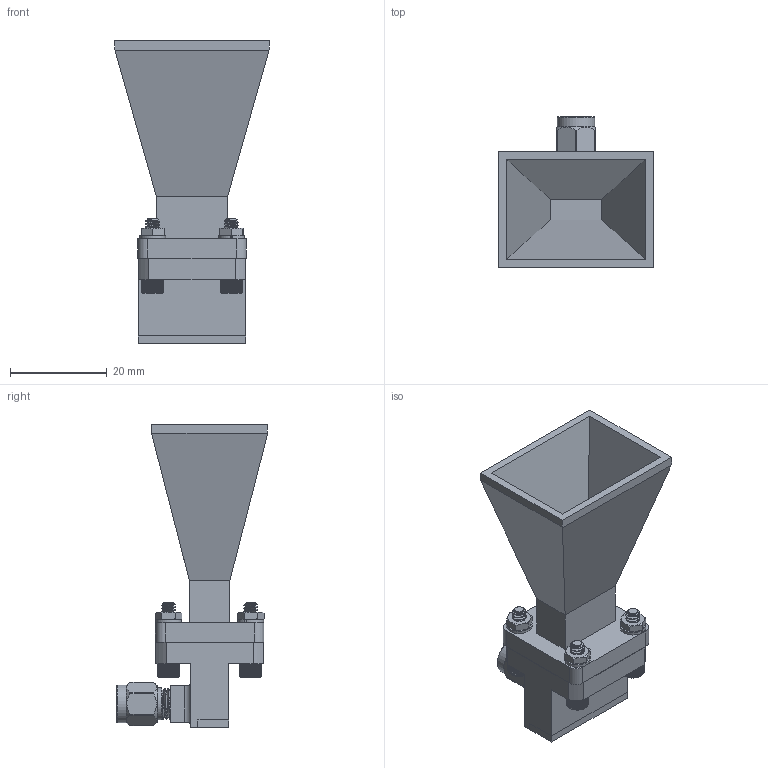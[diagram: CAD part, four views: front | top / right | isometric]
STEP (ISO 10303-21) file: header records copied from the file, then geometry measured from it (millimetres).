
FILE_DESCRIPTION (( 'STEP AP214' ), '1' );
FILE_NAME ('FMWAN042-15KM_3D.STEP', '2021-10-12T17:48:22', ( '' ), ( '' ), 'SwSTEP 2.0', 'SolidWorks 2021', '' );
FILE_SCHEMA (( 'AUTOMOTIVE_DESIGN' ));
Length unit declared in the file: inch
Products named in the file (6): 4-LW; 4-40SH-HXx.5_92196A110; PEWAN042-15; 4-40HN-NARROW_90760A210; PE9813A; FMWAN042-15KM_3D
Assembly tree (14 placements, depth 2):
  FMWAN042-15KM_3D
    4-40SH-HXx.5_92196A110  x4
    4-LW  x4
    4-40HN-NARROW_90760A210  x4
    PEWAN042-15
    PE9813A
Bounding box: 31.96 x 31.23 x 62.63 mm (x, y, z)
Volume: 12264.2 mm3; surface area: 12590.1 mm2
Topology: 17 solids, 17 shells, 1155 faces, 2721 edges, 1621 vertices
Faces by surface type: plane 677, cone 360, cylinder 83, bspline 35
Full cylindrical faces by diameter (mm): 0.94 x1, 1.194 x1, 2.646 x13, 2.794 x4, 2.92 x1, 2.946 x4, 3.7 x4, 4.445 x1, 4.623 x1, 5.334 x1, 6.35 x6, 6.604 x1, 7.762 x1
Entity records: 21750 total; most frequent: CARTESIAN_POINT 12145, ORIENTED_EDGE 2050, DIRECTION 1650, EDGE_CURVE 1025, VERTEX_POINT 661, AXIS2_PLACEMENT_3D 641, EDGE_LOOP 514, FACE_OUTER_BOUND 458
